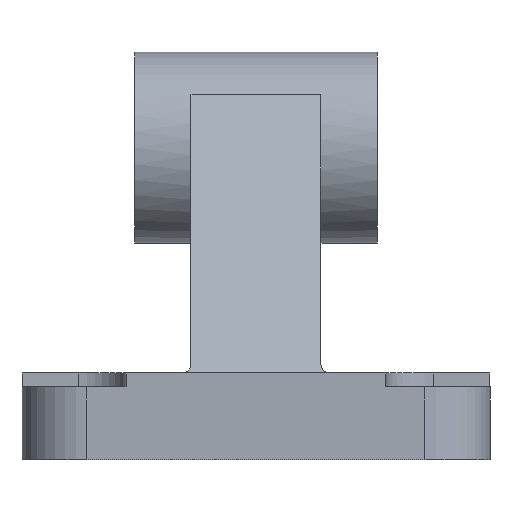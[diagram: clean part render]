
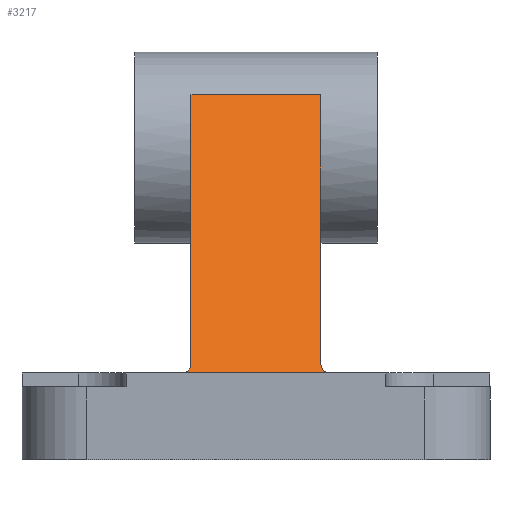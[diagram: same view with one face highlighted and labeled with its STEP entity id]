
A CAD part, front view. The second image highlights one B-rep face of the part: STEP entity #3217.
In plain terms, the highlighted planar face has unit normal (0, -0.833, 0.554).
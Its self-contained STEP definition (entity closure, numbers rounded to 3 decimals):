
#6 = PLANE ( 'NONE',  #6421 ) ;
#60 = DIRECTION ( 'NONE',  ( 0., -0.554, -0.833 ) ) ;
#163 = EDGE_LOOP ( 'NONE', ( #5320, #956, #9543, #6391, #787, #2019 ) ) ;
#182 = CARTESIAN_POINT ( 'NONE',  ( 7.5, -17.5, 10. ) ) ;
#268 = CARTESIAN_POINT ( 'NONE',  ( 7.5, -17.225, 10.414 ) ) ;
#574 = CARTESIAN_POINT ( 'NONE',  ( -7.914, -17.5, 10. ) ) ;
#787 = ORIENTED_EDGE ( 'NONE', *, *, #3963, .T. ) ;
#956 = ORIENTED_EDGE ( 'NONE', *, *, #8487, .T. ) ;
#1526 = EDGE_CURVE ( 'NONE', #6836, #7970, #5116, .T. ) ;
#1624 = VERTEX_POINT ( 'NONE', #2415 ) ;
#1674 = CARTESIAN_POINT ( 'NONE',  ( 7.914, -17.5, 10. ) ) ;
#1975 = CARTESIAN_POINT ( 'NONE',  ( -7.5, -17.225, 10.414 ) ) ;
#2019 = ORIENTED_EDGE ( 'NONE', *, *, #7694, .T. ) ;
#2222 = LINE ( 'NONE', #5417, #8984 ) ;
#2415 = CARTESIAN_POINT ( 'NONE',  ( -7.5, 3.84, 42.091 ) ) ;
#2573 = DIRECTION ( 'NONE',  ( -1., 0., 0. ) ) ;
#2867 = CARTESIAN_POINT ( 'NONE',  ( -8.5, -17.5, 10. ) ) ;
#3217 = ADVANCED_FACE ( 'NONE', ( #7470 ), #6, .T. ) ;
#3336 = VECTOR ( 'NONE', #2573, 1000. ) ;
#3349 = VECTOR ( 'NONE', #6631, 1000. ) ;
#3461 = LINE ( 'NONE', #4750, #3349 ) ;
#3884 = CARTESIAN_POINT ( 'NONE',  ( 7.5, 3.84, 42.091 ) ) ;
#3963 = EDGE_CURVE ( 'NONE', #7970, #8626, #9472, .T. ) ;
#4447 = CARTESIAN_POINT ( 'NONE',  ( -7.5, -16.835, 11. ) ) ;
#4508 = CARTESIAN_POINT ( 'NONE',  ( 7.5, -16.745, 11.135 ) ) ;
#4556 = VERTEX_POINT ( 'NONE', #4447 ) ;
#4707 = VECTOR ( 'NONE', #7128, 1000. ) ;
#4750 = CARTESIAN_POINT ( 'NONE',  ( -7.5, -16.745, 11.135 ) ) ;
#4969 = CARTESIAN_POINT ( 'NONE',  ( -7.5, -16.835, 11. ) ) ;
#5116 =( BOUNDED_CURVE ( )  B_SPLINE_CURVE ( 3, ( #9143, #1674, #268, #8417 ),
 .UNSPECIFIED., .F., .F. ) 
 B_SPLINE_CURVE_WITH_KNOTS ( ( 4, 4 ),
 ( 0., 1.571 ),
 .UNSPECIFIED. ) 
 CURVE ( )  GEOMETRIC_REPRESENTATION_ITEM ( )  RATIONAL_B_SPLINE_CURVE ( ( 1., 0.805, 0.805, 1. ) ) 
 REPRESENTATION_ITEM ( '' )  );
#5171 = CARTESIAN_POINT ( 'NONE',  ( 8.5, -17.5, 10. ) ) ;
#5267 = DIRECTION ( 'NONE',  ( -1., 0., 0. ) ) ;
#5320 = ORIENTED_EDGE ( 'NONE', *, *, #7175, .F. ) ;
#5417 = CARTESIAN_POINT ( 'NONE',  ( 7.5, 3.84, 42.091 ) ) ;
#5769 = EDGE_CURVE ( 'NONE', #6836, #8934, #6914, .T. ) ;
#6005 = DIRECTION ( 'NONE',  ( 0., -0.833, 0.554 ) ) ;
#6391 = ORIENTED_EDGE ( 'NONE', *, *, #1526, .T. ) ;
#6421 = AXIS2_PLACEMENT_3D ( 'NONE', #4508, #6005, #60 ) ;
#6631 = DIRECTION ( 'NONE',  ( 0., 0.554, 0.833 ) ) ;
#6836 = VERTEX_POINT ( 'NONE', #5171 ) ;
#6914 = LINE ( 'NONE', #182, #3336 ) ;
#7128 = DIRECTION ( 'NONE',  ( 0., 0.554, 0.833 ) ) ;
#7175 = EDGE_CURVE ( 'NONE', #4556, #1624, #3461, .T. ) ;
#7470 = FACE_OUTER_BOUND ( 'NONE', #163, .T. ) ;
#7529 = CARTESIAN_POINT ( 'NONE',  ( -8.5, -17.5, 10. ) ) ;
#7694 = EDGE_CURVE ( 'NONE', #8626, #1624, #2222, .T. ) ;
#7970 = VERTEX_POINT ( 'NONE', #9484 ) ;
#8010 = CARTESIAN_POINT ( 'NONE',  ( 7.5, -16.745, 11.135 ) ) ;
#8417 = CARTESIAN_POINT ( 'NONE',  ( 7.5, -16.835, 11. ) ) ;
#8487 = EDGE_CURVE ( 'NONE', #4556, #8934, #8535, .T. ) ;
#8535 =( BOUNDED_CURVE ( )  B_SPLINE_CURVE ( 3, ( #4969, #1975, #574, #2867 ),
 .UNSPECIFIED., .F., .F. ) 
 B_SPLINE_CURVE_WITH_KNOTS ( ( 4, 4 ),
 ( 1.571, 3.142 ),
 .UNSPECIFIED. ) 
 CURVE ( )  GEOMETRIC_REPRESENTATION_ITEM ( )  RATIONAL_B_SPLINE_CURVE ( ( 1., 0.805, 0.805, 1. ) ) 
 REPRESENTATION_ITEM ( '' )  );
#8626 = VERTEX_POINT ( 'NONE', #3884 ) ;
#8934 = VERTEX_POINT ( 'NONE', #7529 ) ;
#8984 = VECTOR ( 'NONE', #5267, 1000. ) ;
#9143 = CARTESIAN_POINT ( 'NONE',  ( 8.5, -17.5, 10. ) ) ;
#9472 = LINE ( 'NONE', #8010, #4707 ) ;
#9484 = CARTESIAN_POINT ( 'NONE',  ( 7.5, -16.835, 11. ) ) ;
#9543 = ORIENTED_EDGE ( 'NONE', *, *, #5769, .F. ) ;
